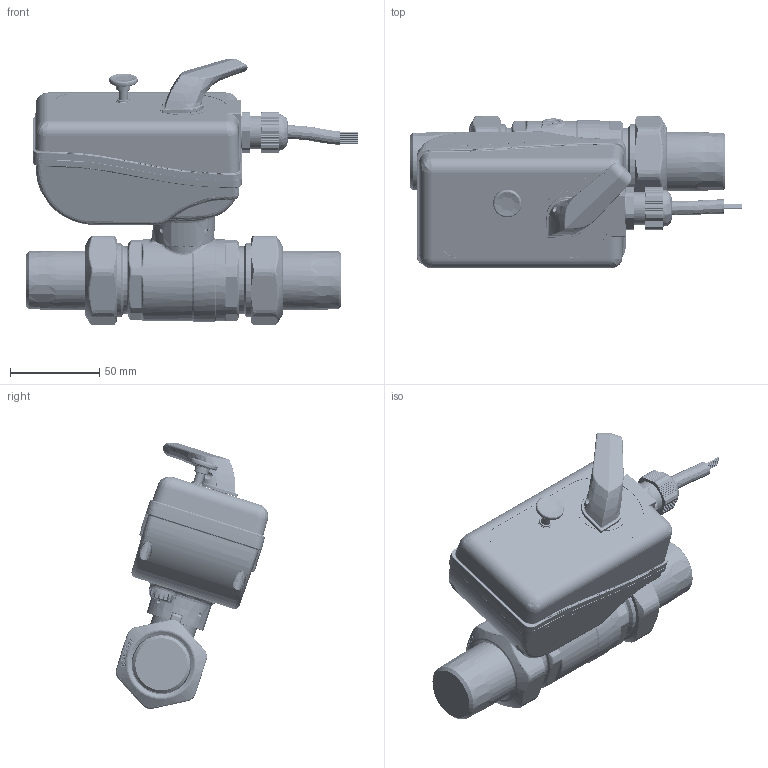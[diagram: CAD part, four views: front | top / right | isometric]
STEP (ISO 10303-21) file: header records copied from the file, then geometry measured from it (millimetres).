
FILE_DESCRIPTION(('CATIA V5 STEP Exchange'),'2;1');
FILE_NAME('STEP_638062_-_TST.stp','2018-07-23T12:02:30+00:00',('none'),('none'),'CATIA Version 5-6 Release 2016 SP4','CATIA V5 STEP AP203','none');
FILE_SCHEMA(('CONFIG_CONTROL_DESIGN'));
Products named in the file (1): 638062 - TST
Bounding box: 186.31 x 85.55 x 149.24 mm (x, y, z)
Volume: 251902.2 mm3; surface area: 143863.9 mm2
Topology: 2 solids, 2239 shells, 3530 faces, 27218 edges, 25772 vertices
Faces by surface type: bspline 1593, plane 805, cylinder 614, revolution 288, sphere 107, cone 72, torus 51
Entity records: 316763 total; most frequent: CARTESIAN_POINT 183365, ORIENTED_EDGE 29807, EDGE_CURVE 27014, VERTEX_POINT 25754, B_SPLINE_CURVE_WITH_KNOTS 24758, DIRECTION 4278, EDGE_LOOP 3700, ADVANCED_FACE 3523
